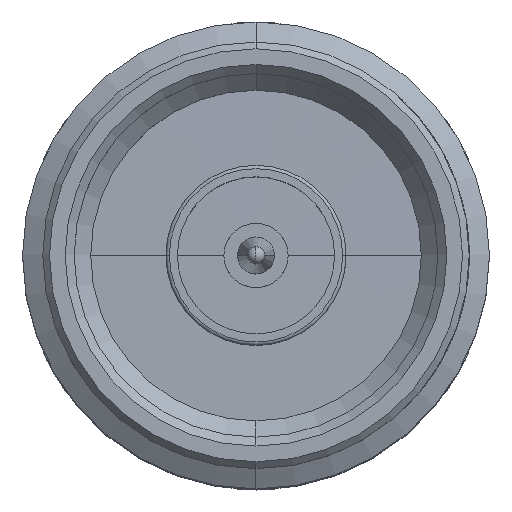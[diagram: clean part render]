
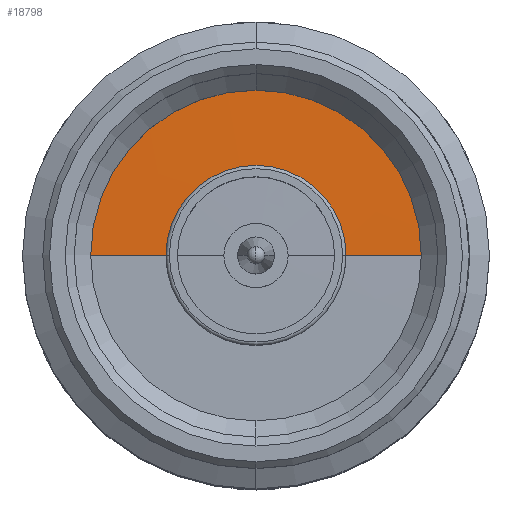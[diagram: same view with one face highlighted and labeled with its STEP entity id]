
A CAD part, top view. The second image highlights one B-rep face of the part: STEP entity #18798.
In plain terms, the highlighted conical face has half-angle 89.791 degrees and reference radius 8.019 mm.
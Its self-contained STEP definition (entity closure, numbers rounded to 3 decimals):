
#247 = CARTESIAN_POINT ( 'NONE',  ( 0., 0., -5.362 ) ) ;
#1135 = DIRECTION ( 'NONE',  ( -1., 0., 0. ) ) ;
#1814 = VECTOR ( 'NONE', #24434, 1000. ) ;
#2684 = VERTEX_POINT ( 'NONE', #7217 ) ;
#3057 = DIRECTION ( 'NONE',  ( -1., 0., 0. ) ) ;
#3317 = CARTESIAN_POINT ( 'NONE',  ( 7.366, 0., -5.374 ) ) ;
#3338 = EDGE_CURVE ( 'NONE', #20560, #13510, #16014, .T. ) ;
#5118 = AXIS2_PLACEMENT_3D ( 'NONE', #247, #19985, #3057 ) ;
#6367 = DIRECTION ( 'NONE',  ( 0., 0., 1. ) ) ;
#6403 = ORIENTED_EDGE ( 'NONE', *, *, #3338, .T. ) ;
#6898 = EDGE_CURVE ( 'NONE', #13510, #31468, #14463, .T. ) ;
#7217 = CARTESIAN_POINT ( 'NONE',  ( -7.366, 0., -5.374 ) ) ;
#7386 = AXIS2_PLACEMENT_3D ( 'NONE', #23238, #6367, #26050 ) ;
#7675 = DIRECTION ( 'NONE',  ( -1., 0., 0. ) ) ;
#9714 = FACE_OUTER_BOUND ( 'NONE', #23867, .T. ) ;
#10294 = CARTESIAN_POINT ( 'NONE',  ( 0., 0., -5.376 ) ) ;
#10301 = ORIENTED_EDGE ( 'NONE', *, *, #14053, .T. ) ;
#11169 = DIRECTION ( 'NONE',  ( 1., 0., -0.004 ) ) ;
#11456 = AXIS2_PLACEMENT_3D ( 'NONE', #34802, #18006, #1135 ) ;
#12406 = EDGE_CURVE ( 'NONE', #31468, #36260, #13712, .T. ) ;
#12409 = CARTESIAN_POINT ( 'NONE',  ( 0., 7.366, -5.374 ) ) ;
#13461 = CARTESIAN_POINT ( 'NONE',  ( -4.01, 0., -5.362 ) ) ;
#13510 = VERTEX_POINT ( 'NONE', #17341 ) ;
#13712 = CIRCLE ( 'NONE', #7386, 7.366 ) ;
#14053 = EDGE_CURVE ( 'NONE', #36260, #2684, #22358, .T. ) ;
#14463 = LINE ( 'NONE', #30777, #21939 ) ;
#16014 = CIRCLE ( 'NONE', #5118, 4.01 ) ;
#16341 = ORIENTED_EDGE ( 'NONE', *, *, #17607, .F. ) ;
#17341 = CARTESIAN_POINT ( 'NONE',  ( 4.01, 0., -5.362 ) ) ;
#17607 = EDGE_CURVE ( 'NONE', #20560, #2684, #30834, .T. ) ;
#18006 = DIRECTION ( 'NONE',  ( 0., 0., 1. ) ) ;
#18798 = ADVANCED_FACE ( 'NONE', ( #9714 ), #23789, .T. ) ;
#19985 = DIRECTION ( 'NONE',  ( 0., 0., -1. ) ) ;
#20560 = VERTEX_POINT ( 'NONE', #13461 ) ;
#21658 = CARTESIAN_POINT ( 'NONE',  ( -8.019, 0., -5.376 ) ) ;
#21939 = VECTOR ( 'NONE', #11169, 1000. ) ;
#22358 = CIRCLE ( 'NONE', #11456, 7.366 ) ;
#23238 = CARTESIAN_POINT ( 'NONE',  ( 0., 0., -5.374 ) ) ;
#23789 = CONICAL_SURFACE ( 'NONE', #35787, 8.019, 1.567 ) ;
#23867 = EDGE_LOOP ( 'NONE', ( #6403, #29307, #32760, #10301, #16341 ) ) ;
#24434 = DIRECTION ( 'NONE',  ( -1., 0., -0.004 ) ) ;
#26050 = DIRECTION ( 'NONE',  ( -1., 0., 0. ) ) ;
#27337 = DIRECTION ( 'NONE',  ( 0., 0., -1. ) ) ;
#29307 = ORIENTED_EDGE ( 'NONE', *, *, #6898, .T. ) ;
#30777 = CARTESIAN_POINT ( 'NONE',  ( 8.019, 0., -5.376 ) ) ;
#30834 = LINE ( 'NONE', #21658, #1814 ) ;
#31468 = VERTEX_POINT ( 'NONE', #3317 ) ;
#32760 = ORIENTED_EDGE ( 'NONE', *, *, #12406, .T. ) ;
#34802 = CARTESIAN_POINT ( 'NONE',  ( 0., 0., -5.374 ) ) ;
#35787 = AXIS2_PLACEMENT_3D ( 'NONE', #10294, #27337, #7675 ) ;
#36260 = VERTEX_POINT ( 'NONE', #12409 ) ;
